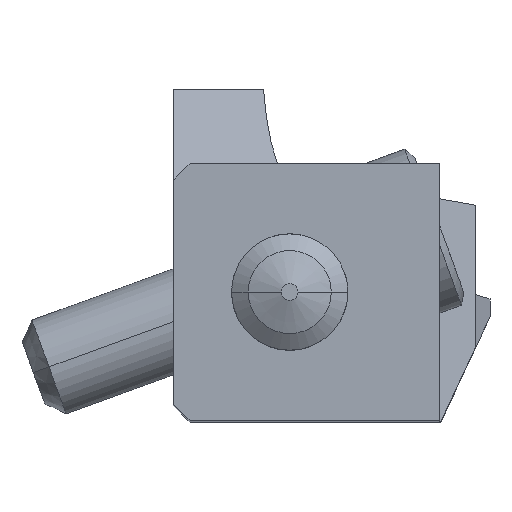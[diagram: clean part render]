
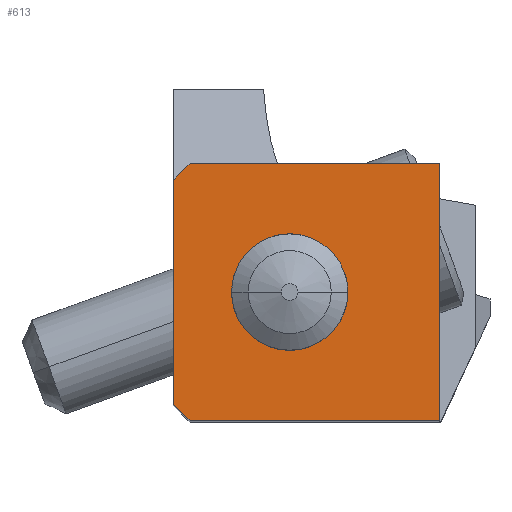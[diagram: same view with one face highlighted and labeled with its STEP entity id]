
A CAD part, top view. The second image highlights one B-rep face of the part: STEP entity #613.
In plain terms, the highlighted planar face has unit normal (0, 0, 1).
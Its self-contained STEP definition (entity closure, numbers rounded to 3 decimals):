
#227=CIRCLE('',#4334,1.65);
#228=CIRCLE('',#4335,1.65);
#613=ADVANCED_FACE('',(#988,#989),#841,.T.);
#841=PLANE('',#4336);
#988=FACE_BOUND('',#1018,.T.);
#989=FACE_BOUND('',#1019,.T.);
#1018=EDGE_LOOP('',(#1273,#1274,#1275,#1276,#1277,#1278));
#1019=EDGE_LOOP('',(#1279,#1280));
#1273=ORIENTED_EDGE('',*,*,#2869,.T.);
#1274=ORIENTED_EDGE('',*,*,#2868,.F.);
#1275=ORIENTED_EDGE('',*,*,#2859,.F.);
#1276=ORIENTED_EDGE('',*,*,#2870,.T.);
#1277=ORIENTED_EDGE('',*,*,#2871,.T.);
#1278=ORIENTED_EDGE('',*,*,#2872,.F.);
#1279=ORIENTED_EDGE('',*,*,#2873,.F.);
#1280=ORIENTED_EDGE('',*,*,#2874,.F.);
#2470=VERTEX_POINT('',#6073);
#2471=VERTEX_POINT('',#6075);
#2477=VERTEX_POINT('',#6089);
#2479=VERTEX_POINT('',#6095);
#2480=VERTEX_POINT('',#6097);
#2481=VERTEX_POINT('',#6099);
#2482=VERTEX_POINT('',#6102);
#2483=VERTEX_POINT('',#6103);
#2859=EDGE_CURVE('',#2470,#2471,#3463,.T.);
#2868=EDGE_CURVE('',#2471,#2477,#3469,.T.);
#2869=EDGE_CURVE('',#2479,#2477,#3470,.T.);
#2870=EDGE_CURVE('',#2470,#2480,#3471,.T.);
#2871=EDGE_CURVE('',#2480,#2481,#3472,.T.);
#2872=EDGE_CURVE('',#2479,#2481,#3473,.T.);
#2873=EDGE_CURVE('',#2482,#2483,#227,.T.);
#2874=EDGE_CURVE('',#2483,#2482,#228,.T.);
#3463=LINE('',#6074,#3825);
#3469=LINE('',#6092,#3831);
#3470=LINE('',#6094,#3832);
#3471=LINE('',#6096,#3833);
#3472=LINE('',#6098,#3834);
#3473=LINE('',#6100,#3835);
#3825=VECTOR('',#4817,1.);
#3831=VECTOR('',#4831,1.);
#3832=VECTOR('',#4834,1.);
#3833=VECTOR('',#4835,1.);
#3834=VECTOR('',#4836,1.);
#3835=VECTOR('',#4837,1.);
#4334=AXIS2_PLACEMENT_3D('',#6101,#4838,#4839);
#4335=AXIS2_PLACEMENT_3D('',#6104,#4840,#4841);
#4336=AXIS2_PLACEMENT_3D('',#6105,#4842,#4843);
#4817=DIRECTION('',(-1.,0.,0.));
#4831=DIRECTION('',(-0.707,0.707,0.));
#4834=DIRECTION('',(0.,-1.,0.));
#4835=DIRECTION('',(0.,1.,0.));
#4836=DIRECTION('',(-1.,0.,0.));
#4837=DIRECTION('',(0.707,0.707,0.));
#4838=DIRECTION('',(0.,0.,1.));
#4839=DIRECTION('',(1.,0.,0.));
#4840=DIRECTION('',(0.,0.,1.));
#4841=DIRECTION('',(-1.,0.,0.));
#4842=DIRECTION('',(0.,0.,1.));
#4843=DIRECTION('',(1.,0.,0.));
#6073=CARTESIAN_POINT('',(0.,0.,0.));
#6074=CARTESIAN_POINT('',(0.,0.,0.));
#6075=CARTESIAN_POINT('',(-15.,0.,0.));
#6089=CARTESIAN_POINT('',(-16.,1.,0.));
#6092=CARTESIAN_POINT('',(-15.,0.,0.));
#6094=CARTESIAN_POINT('',(-16.,14.5,0.));
#6095=CARTESIAN_POINT('',(-16.,14.5,0.));
#6096=CARTESIAN_POINT('',(0.,0.,0.));
#6097=CARTESIAN_POINT('',(0.,15.5,0.));
#6098=CARTESIAN_POINT('',(0.,15.5,0.));
#6099=CARTESIAN_POINT('',(-15.,15.5,0.));
#6100=CARTESIAN_POINT('',(-16.,14.5,0.));
#6101=CARTESIAN_POINT('',(-9.,7.75,0.));
#6102=CARTESIAN_POINT('',(-7.35,7.75,0.));
#6103=CARTESIAN_POINT('',(-10.65,7.75,0.));
#6104=CARTESIAN_POINT('',(-9.,7.75,0.));
#6105=CARTESIAN_POINT('',(-8.,7.75,0.));
